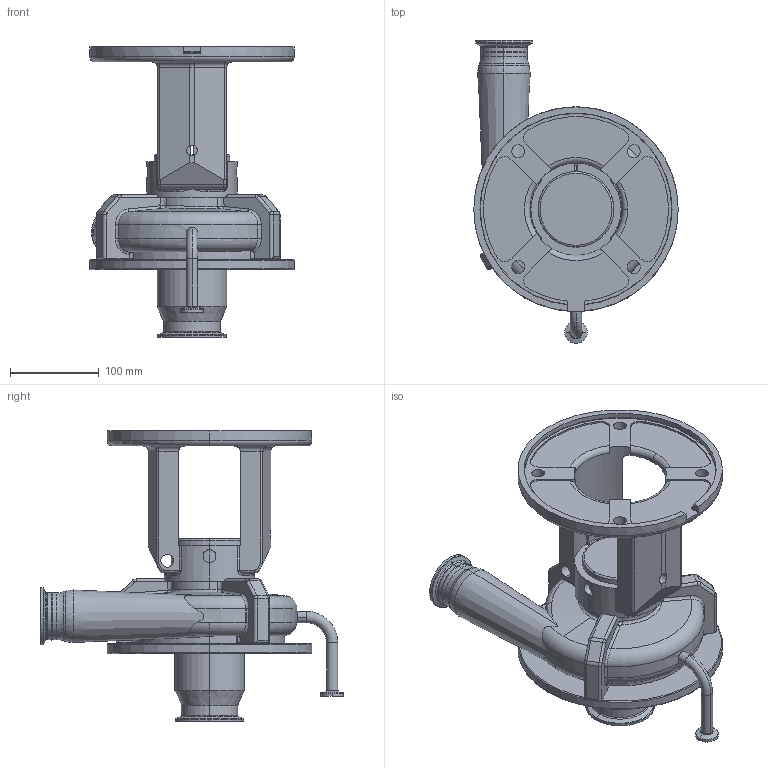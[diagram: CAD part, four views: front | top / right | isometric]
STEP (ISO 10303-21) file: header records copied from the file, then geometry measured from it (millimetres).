
FILE_DESCRIPTION (( 'STEP AP214' ), '1' );
FILE_NAME ('FPR 3521-3522 180-250TC VERT 1-2 IN ELBOW FRONT DRAIN.STEP', '2022-12-21T19:53:39', ( '' ), ( '' ), 'SwSTEP 2.0', 'SolidWorks 2021', '' );
FILE_SCHEMA (( 'AUTOMOTIVE_DESIGN' ));
Length unit declared in the file: millimetre
Products named in the file (1): FPR 3521-3522 180-250TC VERT 1-2 IN ELBOW FRONT DRAIN
Bounding box: 230 x 340.7 x 326.5 mm (x, y, z)
Volume: 3215346.6 mm3; surface area: 420160.5 mm2
Topology: 1 solids, 2 shells, 481 faces, 1232 edges, 747 vertices
Faces by surface type: cylinder 184, torus 105, plane 84, bspline 58, cone 45, sphere 5
Entity records: 20374 total; most frequent: CARTESIAN_POINT 9066, ORIENTED_EDGE 2452, DIRECTION 2354, EDGE_CURVE 1226, AXIS2_PLACEMENT_3D 985, VERTEX_POINT 747, CIRCLE 561, EDGE_LOOP 509
